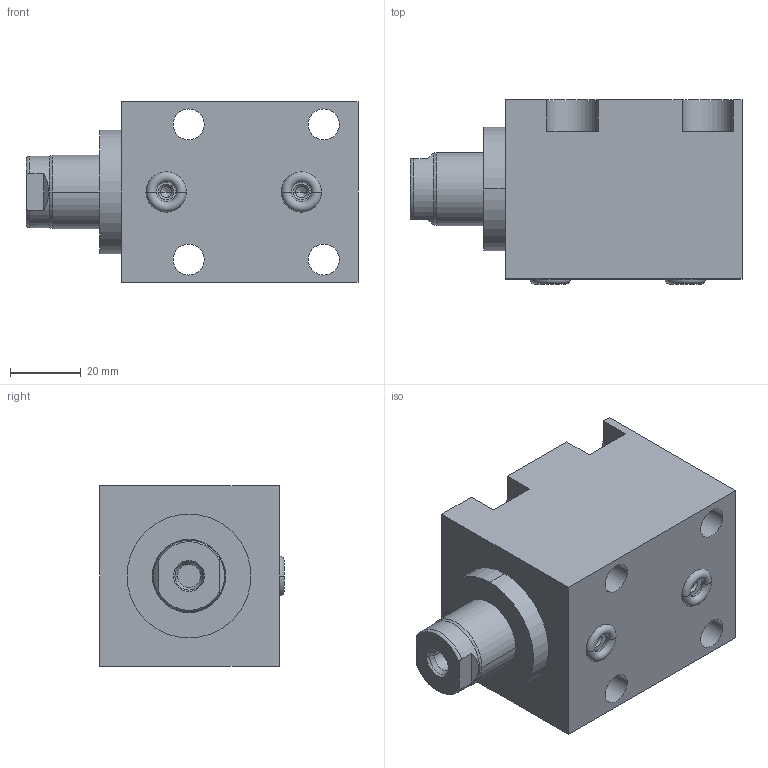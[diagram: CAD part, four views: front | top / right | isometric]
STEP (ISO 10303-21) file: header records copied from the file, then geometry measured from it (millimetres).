
FILE_DESCRIPTION((''),'2;1');
FILE_NAME('ILC21111001','2008-05-13T',('GLR'),(''),'PRO/ENGINEER BY PARAMETRIC TECHNOLOGY CORPORATION, 2007460','PRO/ENGINEER BY PARAMETRIC TECHNOLOGY CORPORATION, 2007460','');
FILE_SCHEMA(('AUTOMOTIVE_DESIGN_CC2 { 1 2 10303 214 -1 1 5 2 }'));
Length unit declared in the file: inch
Products named in the file (1): ILC21111001
Bounding box: 93.6 x 51.99 x 50.8 mm (x, y, z)
Volume: 165326.6 mm3; surface area: 27418.3 mm2
Topology: 1 solids, 2 shells, 90 faces, 216 edges, 134 vertices
Faces by surface type: cylinder 34, plane 30, cone 16, torus 10
Entity records: 3675 total; most frequent: CARTESIAN_POINT 494, DIRECTION 484, ORIENTED_EDGE 420, PRESENTATION_STYLE_ASSIGNMENT 234, STYLED_ITEM 214, CURVE_STYLE 212, EDGE_CURVE 212, AXIS2_PLACEMENT_3D 189
